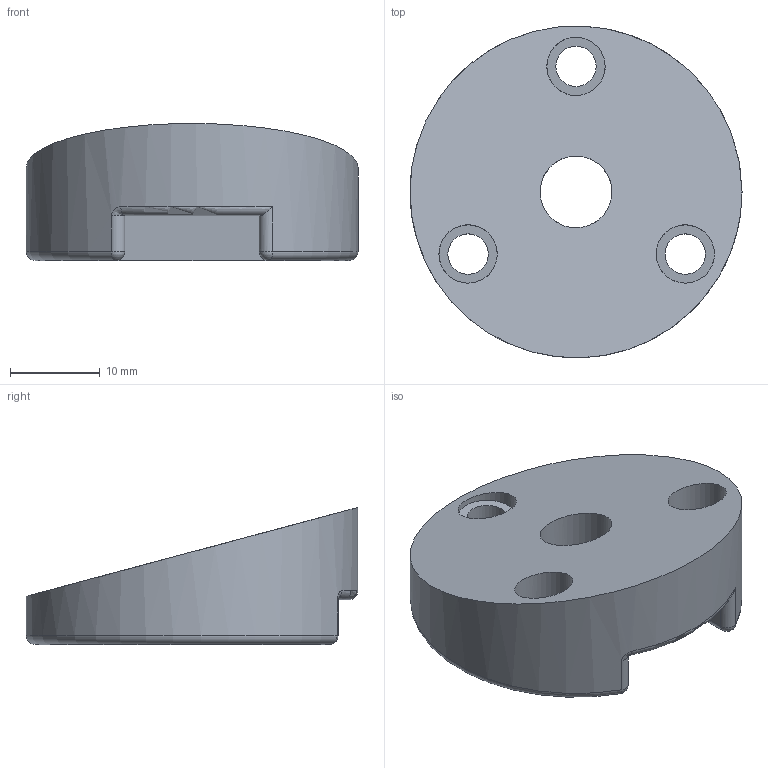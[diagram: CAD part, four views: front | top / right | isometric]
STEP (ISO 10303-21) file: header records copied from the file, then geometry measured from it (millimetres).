
FILE_DESCRIPTION(('FreeCAD Model'),'2;1');
FILE_NAME('Open CASCADE Shape Model','2024-03-23T16:18:05',(''),(''), 'Open CASCADE STEP processor 7.6','FreeCAD','Unknown');
FILE_SCHEMA(('AUTOMOTIVE_DESIGN { 1 0 10303 214 1 1 1 1 }'));
Length unit declared in the file: millimetre
Products named in the file (1): Body
Bounding box: 37 x 36.99 x 15.28 mm (x, y, z)
Volume: 8802.3 mm3; surface area: 4045.2 mm2
Topology: 1 solids, 1 shells, 29 faces, 65 edges, 40 vertices
Faces by surface type: cylinder 13, plane 10, torus 3, sphere 2, bspline 1
Full cylindrical faces by diameter (mm): 4.5 x3, 6.5 x3, 8 x1, 16 x1, 37 x1
Entity records: 957 total; most frequent: CARTESIAN_POINT 265, DIRECTION 148, ORIENTED_EDGE 126, EDGE_CURVE 63, AXIS2_PLACEMENT_3D 62, FACE_BOUND 41, EDGE_LOOP 41, VERTEX_POINT 40
